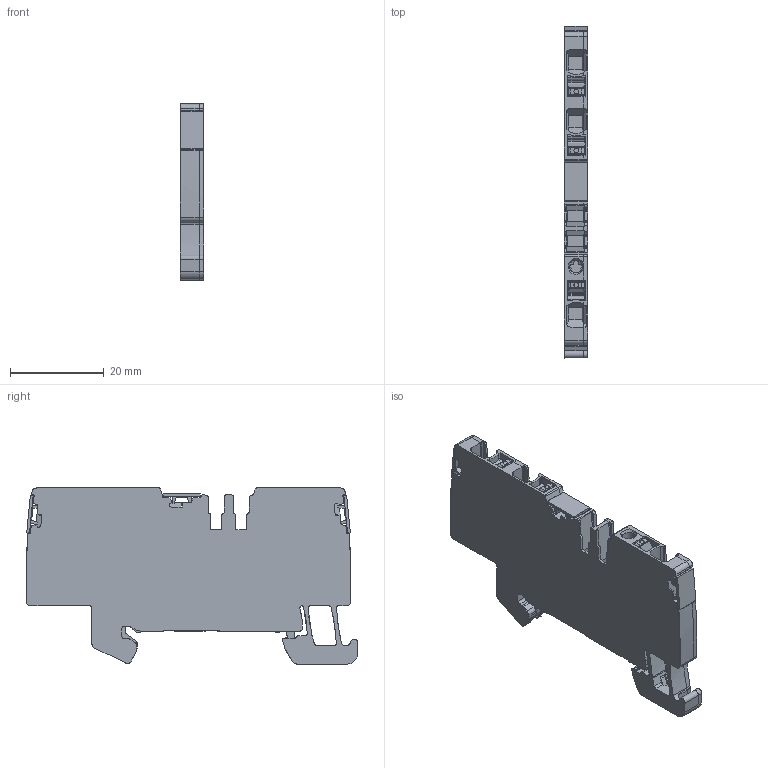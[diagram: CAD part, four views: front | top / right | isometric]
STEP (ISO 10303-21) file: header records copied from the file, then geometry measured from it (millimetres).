
FILE_DESCRIPTION(('CATIA V5 STEP Exchange','CAx-IF Rec.Pracs.--- Model Styling and Organization---1.4--- 2014-01-23'),'2;1');
FILE_NAME ('1415702-1_0', '2021-12-02T12:00:39+00:00', ('none'), ('Weidmueller'), 'CATIA Version 5-6 Release 2016 SP3 HF44', 'CATIA V5 STEP AP214', 'none');
FILE_SCHEMA(('AUTOMOTIVE_DESIGN { 1 0 10303 214 1 1 1 1 }'));
Length unit declared in the file: millimetre
Products named in the file (1): 2863030000
Bounding box: 5.1 x 70.98 x 37.65 mm (x, y, z)
Volume: 8845.2 mm3; surface area: 12645 mm2
Topology: 9 solids, 9 shells, 1588 faces, 4553 edges, 2987 vertices
Faces by surface type: plane 735, cylinder 662, extrusion 114, bspline 34, torus 31, cone 12
Entity records: 53696 total; most frequent: CARTESIAN_POINT 14049, ORIENTED_EDGE 9100, DIRECTION 6627, EDGE_CURVE 4550, VERTEX_POINT 2987, VECTOR 2983, LINE 2869, AXIS2_PLACEMENT_3D 2358
